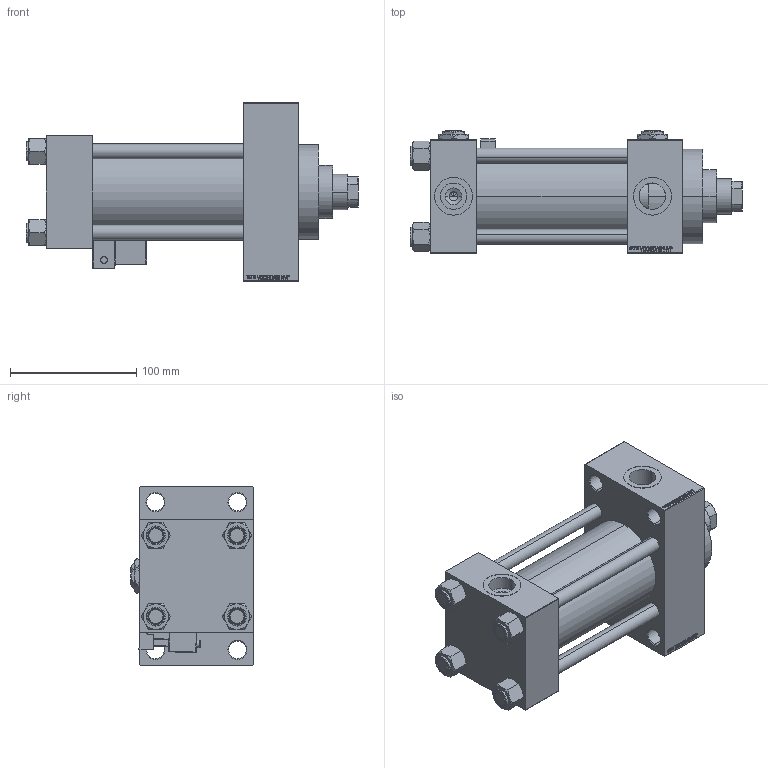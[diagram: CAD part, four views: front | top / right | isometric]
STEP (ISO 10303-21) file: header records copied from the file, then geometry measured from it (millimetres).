
FILE_DESCRIPTION (( 'STEP AP203' ), '1' );
FILE_NAME ('985e.STEP', '2024-11-04T13:10:34', ( '' ), ( '' ), 'SwSTEP 2.0', 'SolidWorks 2019', '' );
FILE_SCHEMA (( 'CONFIG_CONTROL_DESIGN' ));
Length unit declared in the file: millimetre
Products named in the file (8): NUT_M5_D 5a3db92192b0d1b7dc8f09832b639af5; V215_VC_A 5a3db92192b0d1b7dc8f09832b639af5; V215CR_VCP_D 5a3db92192b0d1b7dc8f09832b639af5; Zatka_pro_OIL_PORT 5a3db92192b0d1b7dc8f09832b639af5; 985e; V215CR_D_Body 5a3db92192b0d1b7dc8f09832b639af5; V215CR_MSU 5a3db92192b0d1b7dc8f09832b639af5; V215CR_D_TYCINKA 5a3db92192b0d1b7dc8f09832b639af5
Assembly tree (14 placements, depth 2):
  985e
    V215CR_D_Body 5a3db92192b0d1b7dc8f09832b639af5
    V215CR_VCP_D 5a3db92192b0d1b7dc8f09832b639af5
    NUT_M5_D 5a3db92192b0d1b7dc8f09832b639af5  x4
    V215CR_D_TYCINKA 5a3db92192b0d1b7dc8f09832b639af5  x4
    V215_VC_A 5a3db92192b0d1b7dc8f09832b639af5
    V215CR_MSU 5a3db92192b0d1b7dc8f09832b639af5
    Zatka_pro_OIL_PORT 5a3db92192b0d1b7dc8f09832b639af5  x2
Bounding box: 263 x 97 x 142 mm (x, y, z)
Volume: 1212668.9 mm3; surface area: 250283.2 mm2
Topology: 14 solids, 14 shells, 1281 faces, 3165 edges, 2020 vertices
Faces by surface type: plane 574, bspline 368, cone 184, cylinder 129, torus 14, sphere 12
Entity records: 51465 total; most frequent: CARTESIAN_POINT 26070, ORIENTED_EDGE 5606, DIRECTION 3837, EDGE_CURVE 2803, VERTEX_POINT 1818, LINE 1651, VECTOR 1651, EDGE_LOOP 1261
